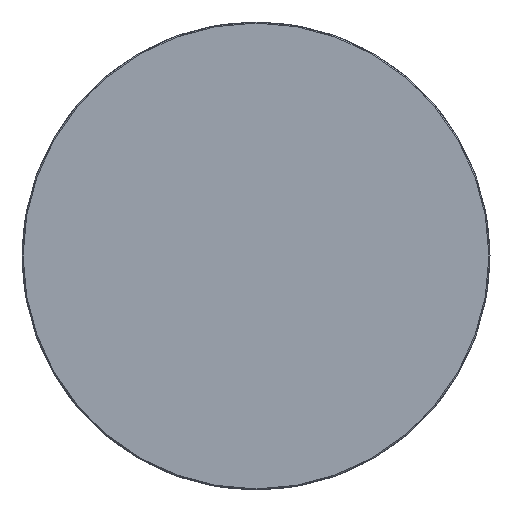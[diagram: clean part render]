
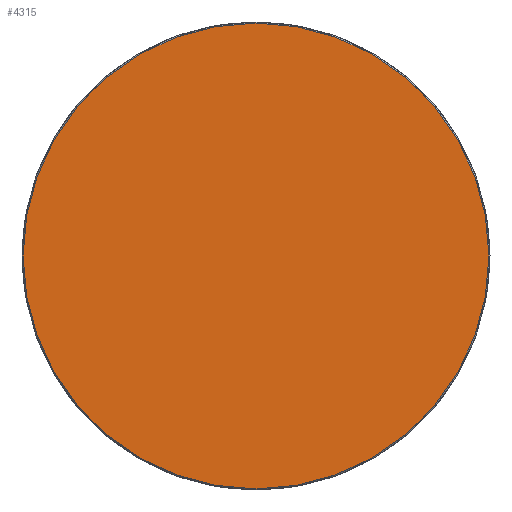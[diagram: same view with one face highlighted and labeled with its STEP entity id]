
A CAD part, left-side view. The second image highlights one B-rep face of the part: STEP entity #4315.
In plain terms, the highlighted planar face has unit normal (-1, 0, 0).
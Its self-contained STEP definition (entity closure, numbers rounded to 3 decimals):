
#101 = CARTESIAN_POINT ( 'NONE',  ( -230.85, 0., 0. ) ) ;
#114 = DIRECTION ( 'NONE',  ( -1., 0., 0. ) ) ;
#253 = ORIENTED_EDGE ( 'NONE', *, *, #2549, .T. ) ;
#411 = CARTESIAN_POINT ( 'NONE',  ( -230.85, 0., 0. ) ) ;
#565 = EDGE_LOOP ( 'NONE', ( #2434, #253 ) ) ;
#719 = AXIS2_PLACEMENT_3D ( 'NONE', #1688, #3868, #1707 ) ;
#793 = VERTEX_POINT ( 'NONE', #2603 ) ;
#1522 = CARTESIAN_POINT ( 'NONE',  ( -230.85, -105.5, 0. ) ) ;
#1688 = CARTESIAN_POINT ( 'NONE',  ( -230.85, -106.766, 106.766 ) ) ;
#1700 = EDGE_CURVE ( 'NONE', #793, #2456, #4573, .T. ) ;
#1707 = DIRECTION ( 'NONE',  ( 0., 0., -1. ) ) ;
#1923 = DIRECTION ( 'NONE',  ( 0., 1., 0. ) ) ;
#1961 = DIRECTION ( 'NONE',  ( 0., 1., 0. ) ) ;
#2434 = ORIENTED_EDGE ( 'NONE', *, *, #1700, .T. ) ;
#2456 = VERTEX_POINT ( 'NONE', #1522 ) ;
#2549 = EDGE_CURVE ( 'NONE', #2456, #793, #2821, .T. ) ;
#2603 = CARTESIAN_POINT ( 'NONE',  ( -230.85, 105.5, 0. ) ) ;
#2821 = CIRCLE ( 'NONE', #3303, 105.5 ) ;
#3303 = AXIS2_PLACEMENT_3D ( 'NONE', #101, #114, #1961 ) ;
#3515 = AXIS2_PLACEMENT_3D ( 'NONE', #411, #4066, #1923 ) ;
#3832 = FACE_OUTER_BOUND ( 'NONE', #565, .T. ) ;
#3868 = DIRECTION ( 'NONE',  ( 1., 0., 0. ) ) ;
#4066 = DIRECTION ( 'NONE',  ( -1., 0., 0. ) ) ;
#4190 = PLANE ( 'NONE',  #719 ) ;
#4315 = ADVANCED_FACE ( 'NONE', ( #3832 ), #4190, .F. ) ;
#4573 = CIRCLE ( 'NONE', #3515, 105.5 ) ;
